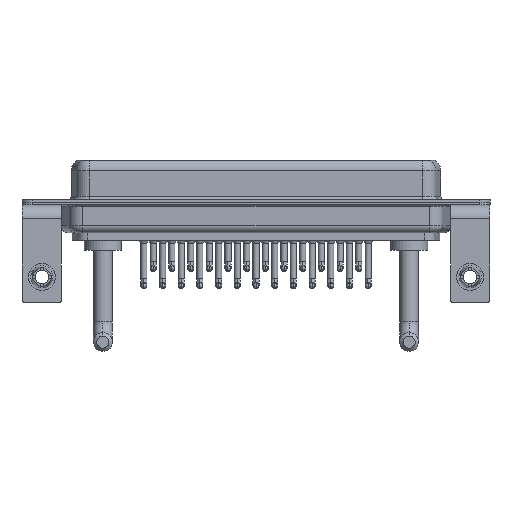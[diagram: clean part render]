
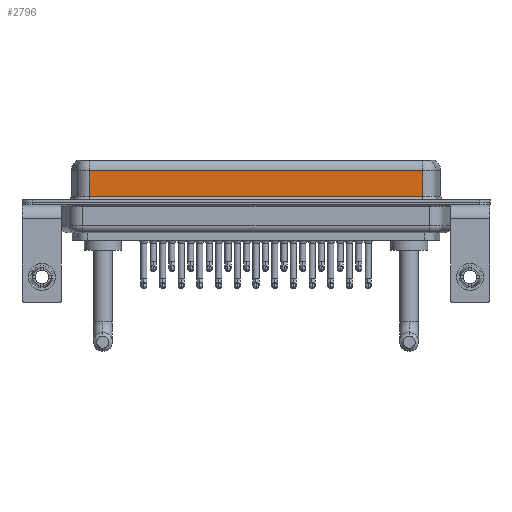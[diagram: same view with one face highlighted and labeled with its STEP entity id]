
A CAD part, front view. The second image highlights one B-rep face of the part: STEP entity #2796.
In plain terms, the highlighted planar face has unit normal (0, -1, 0).
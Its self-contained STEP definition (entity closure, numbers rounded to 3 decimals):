
#741 = DIRECTION ( 'NONE',  ( 1., 0., 0. ) ) ;
#1020 = FACE_OUTER_BOUND ( 'NONE', #9560, .T. ) ;
#2037 = VERTEX_POINT ( 'NONE', #6429 ) ;
#2219 = ORIENTED_EDGE ( 'NONE', *, *, #10248, .T. ) ;
#2605 = EDGE_CURVE ( 'NONE', #10438, #17469, #17247, .T. ) ;
#2796 = ADVANCED_FACE ( 'NONE', ( #1020 ), #5818, .F. ) ;
#2988 = CARTESIAN_POINT ( 'NONE',  ( 56.462, -3.95, 4.65 ) ) ;
#5056 = AXIS2_PLACEMENT_3D ( 'NONE', #7741, #22859, #24931 ) ;
#5818 = PLANE ( 'NONE',  #5056 ) ;
#6429 = CARTESIAN_POINT ( 'NONE',  ( 7.038, -3.95, 4.65 ) ) ;
#7514 = VECTOR ( 'NONE', #17052, 1000. ) ;
#7741 = CARTESIAN_POINT ( 'NONE',  ( 56.462, -3.95, 6.4 ) ) ;
#8385 = CARTESIAN_POINT ( 'NONE',  ( 7.038, -3.95, 6.4 ) ) ;
#9560 = EDGE_LOOP ( 'NONE', ( #18691, #2219, #14602, #14035 ) ) ;
#10248 = EDGE_CURVE ( 'NONE', #10438, #2037, #17703, .T. ) ;
#10438 = VERTEX_POINT ( 'NONE', #22912 ) ;
#13174 = CARTESIAN_POINT ( 'NONE',  ( 56.462, -3.95, 0.9 ) ) ;
#13233 = CARTESIAN_POINT ( 'NONE',  ( 56.462, -3.95, 6.4 ) ) ;
#14035 = ORIENTED_EDGE ( 'NONE', *, *, #16160, .T. ) ;
#14432 = CARTESIAN_POINT ( 'NONE',  ( 7.038, -3.95, 0.9 ) ) ;
#14602 = ORIENTED_EDGE ( 'NONE', *, *, #25129, .T. ) ;
#16160 = EDGE_CURVE ( 'NONE', #17334, #17469, #21371, .T. ) ;
#16775 = LINE ( 'NONE', #8385, #7514 ) ;
#17052 = DIRECTION ( 'NONE',  ( 0., 0., -1. ) ) ;
#17247 = LINE ( 'NONE', #13233, #26138 ) ;
#17334 = VERTEX_POINT ( 'NONE', #14432 ) ;
#17385 = DIRECTION ( 'NONE',  ( 0., 0., -1. ) ) ;
#17469 = VERTEX_POINT ( 'NONE', #13174 ) ;
#17703 = LINE ( 'NONE', #2988, #18551 ) ;
#18551 = VECTOR ( 'NONE', #24321, 1000. ) ;
#18691 = ORIENTED_EDGE ( 'NONE', *, *, #2605, .F. ) ;
#19583 = CARTESIAN_POINT ( 'NONE',  ( 56.462, -3.95, 0.9 ) ) ;
#21371 = LINE ( 'NONE', #19583, #26442 ) ;
#22859 = DIRECTION ( 'NONE',  ( 0., 1., 0. ) ) ;
#22912 = CARTESIAN_POINT ( 'NONE',  ( 56.462, -3.95, 4.65 ) ) ;
#24321 = DIRECTION ( 'NONE',  ( -1., 0., 0. ) ) ;
#24931 = DIRECTION ( 'NONE',  ( 0., 0., 1. ) ) ;
#25129 = EDGE_CURVE ( 'NONE', #2037, #17334, #16775, .T. ) ;
#26138 = VECTOR ( 'NONE', #17385, 1000. ) ;
#26442 = VECTOR ( 'NONE', #741, 1000. ) ;
